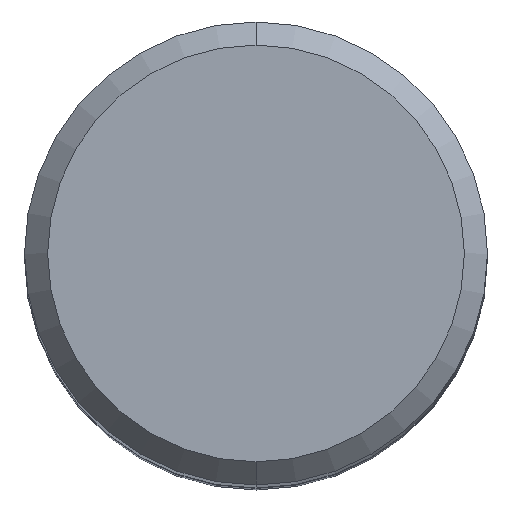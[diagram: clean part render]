
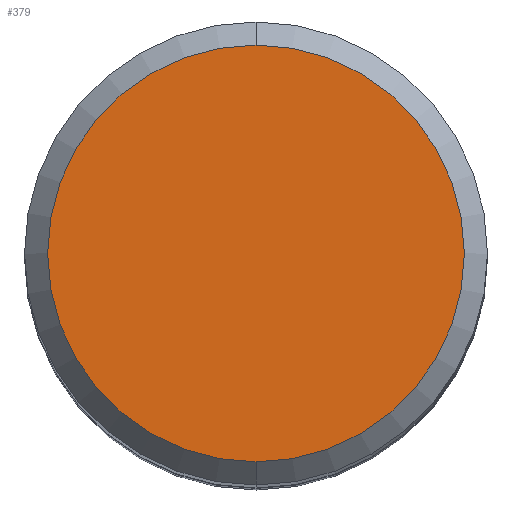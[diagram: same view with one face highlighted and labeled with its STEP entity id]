
A CAD part, top view. The second image highlights one B-rep face of the part: STEP entity #379.
In plain terms, the highlighted planar face has unit normal (0, 0, 1).
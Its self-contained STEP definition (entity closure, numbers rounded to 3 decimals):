
#249=EDGE_CURVE('',#485,#393,#586,.T.);
#273=EDGE_CURVE('',#393,#485,#615,.T.);
#379=ADVANCED_FACE('',(#728),#729,.T.);
#393=VERTEX_POINT('',#747);
#485=VERTEX_POINT('',#850);
#586=CIRCLE('',#1050,7.2);
#615=CIRCLE('',#1094,7.2);
#728=FACE_OUTER_BOUND('',#1358,.T.);
#729=PLANE('',#1359);
#747=CARTESIAN_POINT('',(0.,-7.2,0.0));
#850=CARTESIAN_POINT('',(0.0,7.2,0.0));
#1050=AXIS2_PLACEMENT_3D('',#1673,#1674,#1675);
#1094=AXIS2_PLACEMENT_3D('',#1720,#1721,#1722);
#1358=EDGE_LOOP('',(#1837,#1838));
#1359=AXIS2_PLACEMENT_3D('',#1839,#1840,#1841);
#1673=CARTESIAN_POINT('',(0.0,0.0,0.0));
#1674=DIRECTION('',(0.0,0.0,-1.0));
#1675=DIRECTION('',(0.0,1.0,0.0));
#1720=CARTESIAN_POINT('',(0.0,0.0,0.0));
#1721=DIRECTION('',(0.0,0.0,-1.0));
#1722=DIRECTION('',(0.0,1.0,0.0));
#1837=ORIENTED_EDGE('',*,*,#249,.F.);
#1838=ORIENTED_EDGE('',*,*,#273,.F.);
#1839=CARTESIAN_POINT('',(0.0,3.6,0.0));
#1840=DIRECTION('',(-0.0,0.0,1.0));
#1841=DIRECTION('',(0.0,-1.0,0.0));
